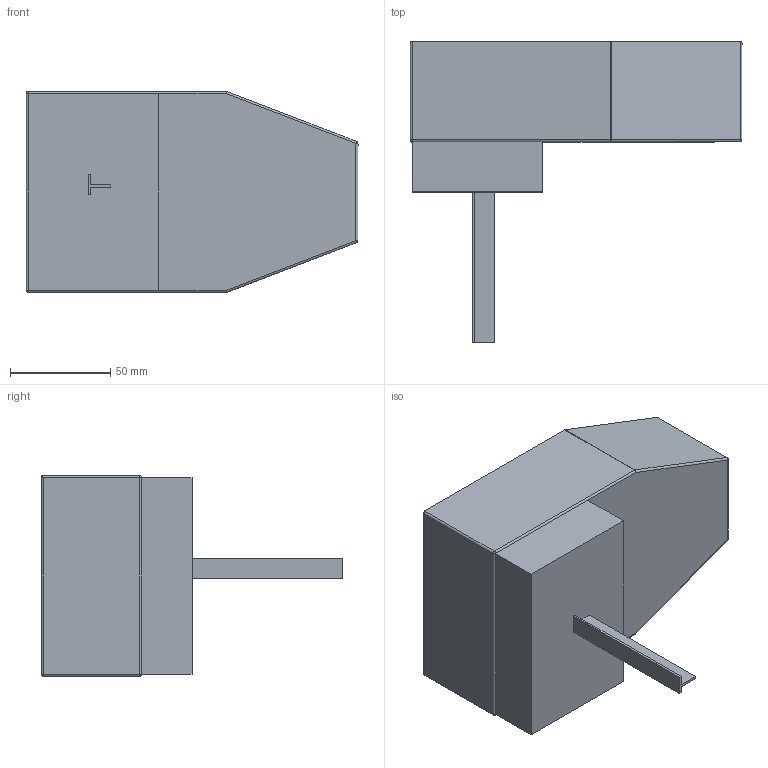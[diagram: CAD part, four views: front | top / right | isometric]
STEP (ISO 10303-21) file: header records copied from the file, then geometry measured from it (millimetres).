
FILE_DESCRIPTION (( 'STEP AP203' ), '1' );
FILE_NAME ('Hovercraft-Design.STEP', '2024-07-20T11:54:10', ( '' ), ( '' ), 'SwSTEP 2.0', 'SolidWorks 2023', '' );
FILE_SCHEMA (( 'CONFIG_CONTROL_DESIGN' ));
Length unit declared in the file: millimetre
Products named in the file (1): Hovercraft-Design
Bounding box: 165.38 x 150 x 100 mm (x, y, z)
Volume: 211394.8 mm3; surface area: 112942.3 mm2
Topology: 2 solids, 2 shells, 84 faces, 208 edges, 121 vertices
Faces by surface type: plane 56, cylinder 19, sphere 9
Entity records: 2454 total; most frequent: CARTESIAN_POINT 421, ORIENTED_EDGE 400, DIRECTION 396, EDGE_CURVE 200, VECTOR 164, LINE 164, VERTEX_POINT 121, AXIS2_PLACEMENT_3D 116
